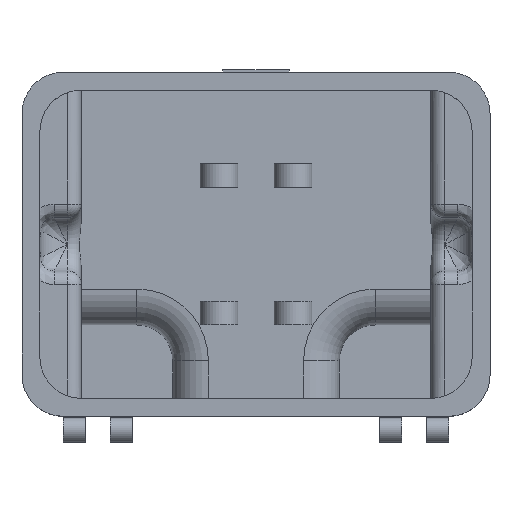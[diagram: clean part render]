
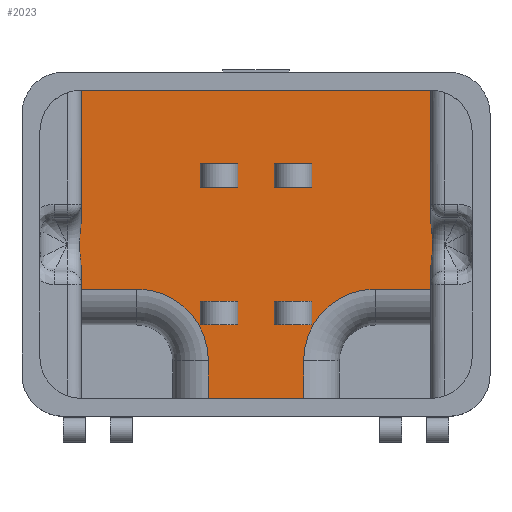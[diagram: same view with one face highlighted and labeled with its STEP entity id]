
A CAD part, top view. The second image highlights one B-rep face of the part: STEP entity #2023.
In plain terms, the highlighted planar face has unit normal (0, 0, 1).
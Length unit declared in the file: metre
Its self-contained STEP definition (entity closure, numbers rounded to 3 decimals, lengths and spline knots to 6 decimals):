
#33=B_SPLINE_CURVE_WITH_KNOTS('',3,(#3399,#3400,#3401,#3402,#3403,#3404,
#3405),.UNSPECIFIED.,.F.,.F.,(4,1,1,1,4),(0.,0.004143,0.008286,
0.012428,0.016571),.UNSPECIFIED.);
#34=B_SPLINE_CURVE_WITH_KNOTS('',3,(#3406,#3407,#3408,#3409,#3410,#3411,
#3412),.UNSPECIFIED.,.F.,.F.,(4,1,1,1,4),(0.,0.004143,0.008286,
0.012428,0.016571),.UNSPECIFIED.);
#117=LINE('',#3152,#281);
#120=LINE('',#3161,#284);
#137=LINE('',#3231,#301);
#142=LINE('',#3248,#306);
#144=LINE('',#3252,#308);
#150=LINE('',#3269,#314);
#152=LINE('',#3273,#316);
#166=LINE('',#3347,#330);
#171=LINE('',#3383,#335);
#172=LINE('',#3386,#336);
#173=LINE('',#3390,#337);
#174=LINE('',#3391,#338);
#175=LINE('',#3395,#339);
#176=LINE('',#3397,#340);
#177=LINE('',#3413,#341);
#178=LINE('',#3414,#342);
#179=LINE('',#3415,#343);
#180=LINE('',#3418,#344);
#181=LINE('',#3420,#345);
#182=LINE('',#3422,#346);
#183=LINE('',#3423,#347);
#184=LINE('',#3426,#348);
#185=LINE('',#3428,#349);
#186=LINE('',#3430,#350);
#187=LINE('',#3431,#351);
#188=LINE('',#3432,#352);
#281=VECTOR('',#2542,1.);
#284=VECTOR('',#2549,1.);
#301=VECTOR('',#2592,1.);
#306=VECTOR('',#2607,1.);
#308=VECTOR('',#2611,1.);
#314=VECTOR('',#2625,1.);
#316=VECTOR('',#2629,1.);
#330=VECTOR('',#2669,1.);
#335=VECTOR('',#2678,1.);
#336=VECTOR('',#2679,1.);
#337=VECTOR('',#2682,1.);
#338=VECTOR('',#2683,1.);
#339=VECTOR('',#2686,1.);
#340=VECTOR('',#2687,1.);
#341=VECTOR('',#2688,1.);
#342=VECTOR('',#2689,1.);
#343=VECTOR('',#2690,1.);
#344=VECTOR('',#2691,1.);
#345=VECTOR('',#2692,1.);
#346=VECTOR('',#2693,1.);
#347=VECTOR('',#2694,1.);
#348=VECTOR('',#2695,1.);
#349=VECTOR('',#2696,1.);
#350=VECTOR('',#2697,1.);
#351=VECTOR('',#2698,1.);
#352=VECTOR('',#2699,1.);
#429=PLANE('',#2253);
#683=ORIENTED_EDGE('',*,*,#1185,.F.);
#684=ORIENTED_EDGE('',*,*,#1186,.T.);
#685=ORIENTED_EDGE('',*,*,#1187,.F.);
#686=ORIENTED_EDGE('',*,*,#1188,.T.);
#687=ORIENTED_EDGE('',*,*,#1132,.F.);
#688=ORIENTED_EDGE('',*,*,#1189,.T.);
#689=ORIENTED_EDGE('',*,*,#1190,.F.);
#690=ORIENTED_EDGE('',*,*,#1191,.T.);
#691=ORIENTED_EDGE('',*,*,#1192,.F.);
#692=ORIENTED_EDGE('',*,*,#1193,.T.);
#693=ORIENTED_EDGE('',*,*,#1100,.F.);
#694=ORIENTED_EDGE('',*,*,#1178,.T.);
#695=ORIENTED_EDGE('',*,*,#1104,.F.);
#696=ORIENTED_EDGE('',*,*,#1194,.T.);
#697=ORIENTED_EDGE('',*,*,#1150,.T.);
#698=ORIENTED_EDGE('',*,*,#1195,.F.);
#699=ORIENTED_EDGE('',*,*,#1152,.F.);
#700=ORIENTED_EDGE('',*,*,#1196,.F.);
#701=ORIENTED_EDGE('',*,*,#1197,.T.);
#702=ORIENTED_EDGE('',*,*,#1198,.T.);
#703=ORIENTED_EDGE('',*,*,#1199,.T.);
#704=ORIENTED_EDGE('',*,*,#1200,.F.);
#705=ORIENTED_EDGE('',*,*,#1201,.F.);
#706=ORIENTED_EDGE('',*,*,#1202,.T.);
#707=ORIENTED_EDGE('',*,*,#1203,.T.);
#708=ORIENTED_EDGE('',*,*,#1204,.T.);
#709=ORIENTED_EDGE('',*,*,#1205,.F.);
#710=ORIENTED_EDGE('',*,*,#1142,.F.);
#711=ORIENTED_EDGE('',*,*,#1206,.F.);
#712=ORIENTED_EDGE('',*,*,#1140,.T.);
#1100=EDGE_CURVE('',#1370,#1367,#117,.T.);
#1104=EDGE_CURVE('',#1374,#1372,#120,.T.);
#1132=EDGE_CURVE('',#1402,#1403,#137,.T.);
#1140=EDGE_CURVE('',#1410,#1409,#142,.T.);
#1142=EDGE_CURVE('',#1411,#1412,#144,.T.);
#1150=EDGE_CURVE('',#1418,#1417,#150,.T.);
#1152=EDGE_CURVE('',#1419,#1420,#152,.T.);
#1178=EDGE_CURVE('',#1370,#1372,#166,.T.);
#1185=EDGE_CURVE('',#1441,#1442,#171,.T.);
#1186=EDGE_CURVE('',#1441,#1443,#172,.F.);
#1187=EDGE_CURVE('',#1444,#1443,#1547,.T.);
#1188=EDGE_CURVE('',#1444,#1403,#173,.F.);
#1189=EDGE_CURVE('',#1402,#1445,#174,.F.);
#1190=EDGE_CURVE('',#1446,#1445,#1548,.T.);
#1191=EDGE_CURVE('',#1446,#1447,#175,.F.);
#1192=EDGE_CURVE('',#1448,#1447,#176,.T.);
#1193=EDGE_CURVE('',#1448,#1367,#33,.T.);
#1194=EDGE_CURVE('',#1374,#1442,#34,.T.);
#1195=EDGE_CURVE('',#1420,#1417,#177,.T.);
#1196=EDGE_CURVE('',#1418,#1419,#178,.T.);
#1197=EDGE_CURVE('',#1449,#1450,#179,.T.);
#1198=EDGE_CURVE('',#1450,#1451,#180,.T.);
#1199=EDGE_CURVE('',#1451,#1452,#181,.T.);
#1200=EDGE_CURVE('',#1449,#1452,#182,.T.);
#1201=EDGE_CURVE('',#1453,#1454,#183,.T.);
#1202=EDGE_CURVE('',#1453,#1455,#184,.T.);
#1203=EDGE_CURVE('',#1455,#1456,#185,.T.);
#1204=EDGE_CURVE('',#1456,#1454,#186,.T.);
#1205=EDGE_CURVE('',#1412,#1409,#187,.T.);
#1206=EDGE_CURVE('',#1410,#1411,#188,.T.);
#1367=VERTEX_POINT('',#3146);
#1370=VERTEX_POINT('',#3151);
#1372=VERTEX_POINT('',#3156);
#1374=VERTEX_POINT('',#3160);
#1402=VERTEX_POINT('',#3230);
#1403=VERTEX_POINT('',#3232);
#1409=VERTEX_POINT('',#3247);
#1410=VERTEX_POINT('',#3249);
#1411=VERTEX_POINT('',#3253);
#1412=VERTEX_POINT('',#3254);
#1417=VERTEX_POINT('',#3268);
#1418=VERTEX_POINT('',#3270);
#1419=VERTEX_POINT('',#3274);
#1420=VERTEX_POINT('',#3275);
#1441=VERTEX_POINT('',#3384);
#1442=VERTEX_POINT('',#3385);
#1443=VERTEX_POINT('',#3387);
#1444=VERTEX_POINT('',#3389);
#1445=VERTEX_POINT('',#3392);
#1446=VERTEX_POINT('',#3394);
#1447=VERTEX_POINT('',#3396);
#1448=VERTEX_POINT('',#3398);
#1449=VERTEX_POINT('',#3416);
#1450=VERTEX_POINT('',#3417);
#1451=VERTEX_POINT('',#3419);
#1452=VERTEX_POINT('',#3421);
#1453=VERTEX_POINT('',#3424);
#1454=VERTEX_POINT('',#3425);
#1455=VERTEX_POINT('',#3427);
#1456=VERTEX_POINT('',#3429);
#1547=CIRCLE('',#2254,0.026);
#1548=CIRCLE('',#2255,0.026);
#1663=EDGE_LOOP('',(#683,#684,#685,#686,#687,#688,#689,#690,#691,#692,#693,
#694,#695,#696));
#1664=EDGE_LOOP('',(#697,#698,#699,#700));
#1665=EDGE_LOOP('',(#701,#702,#703,#704));
#1666=EDGE_LOOP('',(#705,#706,#707,#708));
#1667=EDGE_LOOP('',(#709,#710,#711,#712));
#1829=FACE_BOUND('',#1663,.T.);
#1830=FACE_BOUND('',#1664,.T.);
#1831=FACE_BOUND('',#1665,.T.);
#1832=FACE_BOUND('',#1666,.T.);
#1833=FACE_BOUND('',#1667,.T.);
#2023=ADVANCED_FACE('',(#1829,#1830,#1831,#1832,#1833),#429,.T.);
#2253=AXIS2_PLACEMENT_3D('',#3382,#2676,#2677);
#2254=AXIS2_PLACEMENT_3D('',#3388,#2680,#2681);
#2255=AXIS2_PLACEMENT_3D('',#3393,#2684,#2685);
#2542=DIRECTION('',(0.,-1.,0.));
#2549=DIRECTION('',(0.,1.,0.));
#2592=DIRECTION('',(-1.,0.,0.));
#2607=DIRECTION('',(0.,-1.,0.));
#2611=DIRECTION('',(0.,-1.,0.));
#2625=DIRECTION('',(0.,-1.,0.));
#2629=DIRECTION('',(0.,-1.,0.));
#2669=DIRECTION('',(-1.,0.,0.));
#2676=DIRECTION('',(0.,0.,1.));
#2677=DIRECTION('',(1.,0.,0.));
#2678=DIRECTION('',(0.,1.,0.));
#2679=DIRECTION('',(-1.,0.,0.));
#2680=DIRECTION('',(0.,0.,1.));
#2681=DIRECTION('',(1.,0.,0.));
#2682=DIRECTION('',(0.,1.,0.));
#2683=DIRECTION('',(0.,-1.,0.));
#2684=DIRECTION('',(0.,0.,1.));
#2685=DIRECTION('',(1.,0.,0.));
#2686=DIRECTION('',(-1.,0.,0.));
#2687=DIRECTION('',(0.,-1.,0.));
#2688=DIRECTION('',(1.,0.,0.));
#2689=DIRECTION('',(-1.,0.,0.));
#2690=DIRECTION('',(1.,0.,0.));
#2691=DIRECTION('',(0.,-1.,0.));
#2692=DIRECTION('',(-1.,0.,0.));
#2693=DIRECTION('',(0.,-1.,0.));
#2694=DIRECTION('',(0.,-1.,0.));
#2695=DIRECTION('',(1.,0.,0.));
#2696=DIRECTION('',(0.,-1.,0.));
#2697=DIRECTION('',(-1.,0.,0.));
#2698=DIRECTION('',(1.,0.,0.));
#2699=DIRECTION('',(-1.,0.,0.));
#3146=CARTESIAN_POINT('',(0.0635,0.008292,0.0135));
#3151=CARTESIAN_POINT('',(0.0635,0.056,0.0135));
#3152=CARTESIAN_POINT('',(0.0635,0.,0.0135));
#3156=CARTESIAN_POINT('',(-0.0635,0.056,0.0135));
#3160=CARTESIAN_POINT('',(-0.0635,0.008292,0.0135));
#3161=CARTESIAN_POINT('',(-0.0635,0.,0.0135));
#3230=CARTESIAN_POINT('',(0.017294,-0.056,0.0135));
#3231=CARTESIAN_POINT('',(0.,-0.056,0.0135));
#3232=CARTESIAN_POINT('',(-0.017294,-0.056,0.0135));
#3247=CARTESIAN_POINT('',(0.020294,-0.02925,0.0135));
#3248=CARTESIAN_POINT('',(0.020294,0.056,0.0135));
#3249=CARTESIAN_POINT('',(0.020294,-0.02075,0.0135));
#3252=CARTESIAN_POINT('',(0.006594,0.056,0.0135));
#3253=CARTESIAN_POINT('',(0.006594,-0.02075,0.0135));
#3254=CARTESIAN_POINT('',(0.006594,-0.02925,0.0135));
#3268=CARTESIAN_POINT('',(-0.006594,-0.02925,0.0135));
#3269=CARTESIAN_POINT('',(-0.006594,0.056,0.0135));
#3270=CARTESIAN_POINT('',(-0.006594,-0.02075,0.0135));
#3273=CARTESIAN_POINT('',(-0.020294,0.056,0.0135));
#3274=CARTESIAN_POINT('',(-0.020294,-0.02075,0.0135));
#3275=CARTESIAN_POINT('',(-0.020294,-0.02925,0.0135));
#3347=CARTESIAN_POINT('',(0.,0.056,0.0135));
#3382=CARTESIAN_POINT('',(0.,0.,0.0135));
#3383=CARTESIAN_POINT('',(-0.0635,0.,0.0135));
#3384=CARTESIAN_POINT('',(-0.0635,-0.01625,0.0135));
#3385=CARTESIAN_POINT('',(-0.0635,-0.008292,0.0135));
#3386=CARTESIAN_POINT('',(-0.030294,-0.01625,0.0135));
#3387=CARTESIAN_POINT('',(-0.043294,-0.01625,0.0135));
#3388=CARTESIAN_POINT('',(-0.043294,-0.04225,0.0135));
#3389=CARTESIAN_POINT('',(-0.017294,-0.04225,0.0135));
#3390=CARTESIAN_POINT('',(-0.017294,-0.056,0.0135));
#3391=CARTESIAN_POINT('',(0.017294,-0.02925,0.0135));
#3392=CARTESIAN_POINT('',(0.017294,-0.04225,0.0135));
#3393=CARTESIAN_POINT('',(0.043294,-0.04225,0.0135));
#3394=CARTESIAN_POINT('',(0.043294,-0.01625,0.0135));
#3395=CARTESIAN_POINT('',(0.0635,-0.01625,0.0135));
#3396=CARTESIAN_POINT('',(0.0635,-0.01625,0.0135));
#3397=CARTESIAN_POINT('',(0.0635,0.,0.0135));
#3398=CARTESIAN_POINT('',(0.0635,-0.008292,0.0135));
#3399=CARTESIAN_POINT('',(0.0635,-0.008292,0.0135));
#3400=CARTESIAN_POINT('',(0.0635,-0.006908,0.0135));
#3401=CARTESIAN_POINT('',(0.063856,-0.004163,0.0135));
#3402=CARTESIAN_POINT('',(0.064325,-0.000039,0.0135));
#3403=CARTESIAN_POINT('',(0.063863,0.004131,0.0135));
#3404=CARTESIAN_POINT('',(0.0635,0.006893,0.0135));
#3405=CARTESIAN_POINT('',(0.0635,0.008292,0.0135));
#3406=CARTESIAN_POINT('',(-0.0635,0.008292,0.0135));
#3407=CARTESIAN_POINT('',(-0.0635,0.006908,0.0135));
#3408=CARTESIAN_POINT('',(-0.063856,0.004163,0.0135));
#3409=CARTESIAN_POINT('',(-0.064325,0.000039,0.0135));
#3410=CARTESIAN_POINT('',(-0.063863,-0.004131,0.0135));
#3411=CARTESIAN_POINT('',(-0.0635,-0.006893,0.0135));
#3412=CARTESIAN_POINT('',(-0.0635,-0.008292,0.0135));
#3413=CARTESIAN_POINT('',(0.01216,-0.02925,0.0135));
#3414=CARTESIAN_POINT('',(-0.012047,-0.02075,0.0135));
#3415=CARTESIAN_POINT('',(-0.012047,0.02925,0.0135));
#3416=CARTESIAN_POINT('',(-0.020294,0.02925,0.0135));
#3417=CARTESIAN_POINT('',(-0.006594,0.02925,0.0135));
#3418=CARTESIAN_POINT('',(-0.006594,0.056,0.0135));
#3419=CARTESIAN_POINT('',(-0.006594,0.02075,0.0135));
#3420=CARTESIAN_POINT('',(0.000113,0.02075,0.0135));
#3421=CARTESIAN_POINT('',(-0.020294,0.02075,0.0135));
#3422=CARTESIAN_POINT('',(-0.020294,0.056,0.0135));
#3423=CARTESIAN_POINT('',(0.006594,0.056,0.0135));
#3424=CARTESIAN_POINT('',(0.006594,0.02925,0.0135));
#3425=CARTESIAN_POINT('',(0.006594,0.02075,0.0135));
#3426=CARTESIAN_POINT('',(-0.012047,0.02925,0.0135));
#3427=CARTESIAN_POINT('',(0.020294,0.02925,0.0135));
#3428=CARTESIAN_POINT('',(0.020294,0.056,0.0135));
#3429=CARTESIAN_POINT('',(0.020294,0.02075,0.0135));
#3430=CARTESIAN_POINT('',(0.000113,0.02075,0.0135));
#3431=CARTESIAN_POINT('',(0.01216,-0.02925,0.0135));
#3432=CARTESIAN_POINT('',(-0.012047,-0.02075,0.0135));
